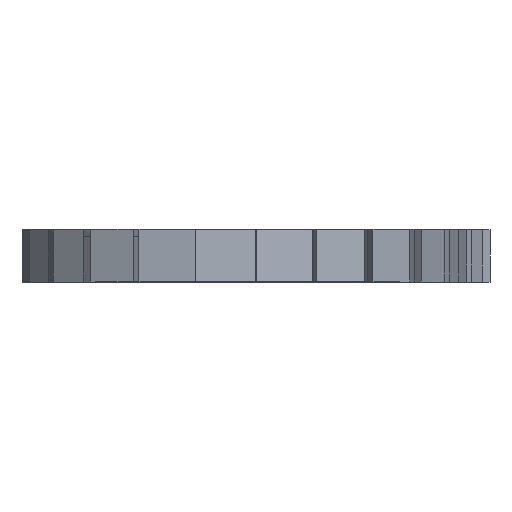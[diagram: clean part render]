
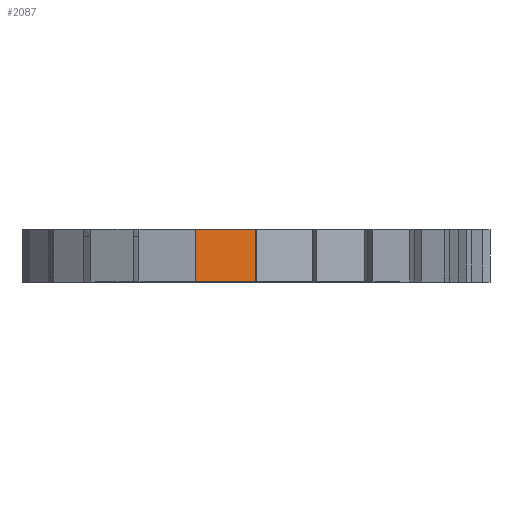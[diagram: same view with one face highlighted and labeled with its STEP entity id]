
A CAD part, top view. The second image highlights one B-rep face of the part: STEP entity #2087.
In plain terms, the highlighted planar face has unit normal (0.129, 0, 0.992).
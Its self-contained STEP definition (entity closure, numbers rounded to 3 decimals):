
#183=LINE('',#5386,#393);
#184=LINE('',#5390,#394);
#185=LINE('',#5392,#395);
#186=LINE('',#5393,#396);
#393=VECTOR('',#2525,10.);
#394=VECTOR('',#2530,10.);
#395=VECTOR('',#2531,10.);
#396=VECTOR('',#2532,10.);
#536=PLANE('',#2231);
#625=FACE_OUTER_BOUND('',#733,.T.);
#733=EDGE_LOOP('',(#1558,#1559,#1560,#1561));
#988=VERTEX_POINT('',#5383);
#989=VERTEX_POINT('',#5385);
#990=VERTEX_POINT('',#5389);
#991=VERTEX_POINT('',#5391);
#1217=EDGE_CURVE('',#988,#989,#183,.T.);
#1219=EDGE_CURVE('',#989,#990,#184,.T.);
#1220=EDGE_CURVE('',#991,#988,#185,.T.);
#1221=EDGE_CURVE('',#990,#991,#186,.T.);
#1558=ORIENTED_EDGE('',*,*,#1219,.F.);
#1559=ORIENTED_EDGE('',*,*,#1217,.F.);
#1560=ORIENTED_EDGE('',*,*,#1220,.F.);
#1561=ORIENTED_EDGE('',*,*,#1221,.F.);
#2087=ADVANCED_FACE('',(#625),#536,.T.);
#2231=AXIS2_PLACEMENT_3D('',#5388,#2528,#2529);
#2525=DIRECTION('',(0.,-1.,0.));
#2528=DIRECTION('center_axis',(0.129,0.,0.992));
#2529=DIRECTION('ref_axis',(0.992,0.,-0.129));
#2530=DIRECTION('',(-0.992,0.,0.129));
#2531=DIRECTION('',(0.992,0.,-0.129));
#2532=DIRECTION('',(0.,1.,0.));
#5383=CARTESIAN_POINT('',(-0.086,-9.5,41.498));
#5385=CARTESIAN_POINT('',(-0.086,-19.5,41.498));
#5386=CARTESIAN_POINT('',(-0.086,-19.5,41.498));
#5388=CARTESIAN_POINT('Origin',(-11.517,-19.5,42.984));
#5389=CARTESIAN_POINT('',(-11.517,-19.5,42.984));
#5390=CARTESIAN_POINT('',(-5.959,-19.5,42.261));
#5391=CARTESIAN_POINT('',(-11.517,-9.5,42.984));
#5392=CARTESIAN_POINT('',(-11.517,-9.5,42.984));
#5393=CARTESIAN_POINT('',(-11.517,-19.5,42.984));
